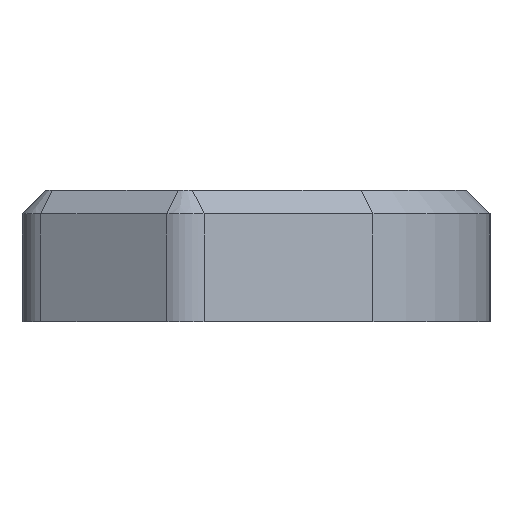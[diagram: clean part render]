
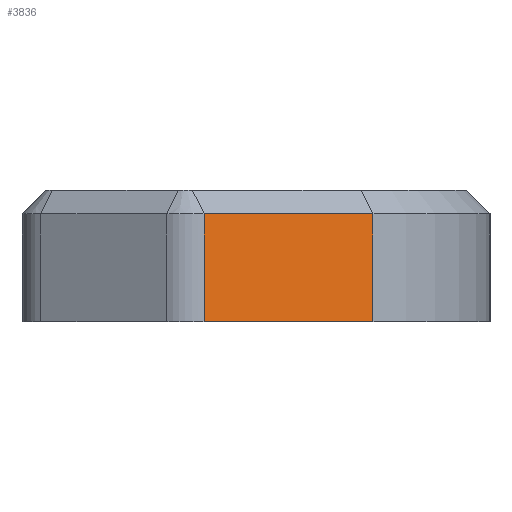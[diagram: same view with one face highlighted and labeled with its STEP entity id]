
A CAD part, left-side view. The second image highlights one B-rep face of the part: STEP entity #3836.
In plain terms, the highlighted planar face has unit normal (-0.866, -0.5, 0).
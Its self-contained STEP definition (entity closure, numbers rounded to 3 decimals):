
#490=FACE_OUTER_BOUND('',#723,.T.);
#723=EDGE_LOOP('',(#3490,#3491,#3492,#3493));
#1032=LINE('',#6450,#1419);
#1106=LINE('',#6676,#1493);
#1110=LINE('',#6687,#1497);
#1111=LINE('',#6689,#1498);
#1419=VECTOR('',#4569,10.);
#1493=VECTOR('',#4813,10.);
#1497=VECTOR('',#4825,10.);
#1498=VECTOR('',#4828,10.);
#1787=VERTEX_POINT('',#6444);
#1788=VERTEX_POINT('',#6448);
#1854=VERTEX_POINT('',#6673);
#1855=VERTEX_POINT('',#6675);
#2286=EDGE_CURVE('',#1787,#1788,#1032,.T.);
#2398=EDGE_CURVE('',#1854,#1855,#1106,.T.);
#2404=EDGE_CURVE('',#1854,#1788,#1110,.T.);
#2405=EDGE_CURVE('',#1855,#1787,#1111,.T.);
#3490=ORIENTED_EDGE('',*,*,#2286,.F.);
#3491=ORIENTED_EDGE('',*,*,#2405,.F.);
#3492=ORIENTED_EDGE('',*,*,#2398,.F.);
#3493=ORIENTED_EDGE('',*,*,#2404,.T.);
#3629=PLANE('',#4044);
#3836=ADVANCED_FACE('',(#490),#3629,.T.);
#4044=AXIS2_PLACEMENT_3D('',#6688,#4826,#4827);
#4569=DIRECTION('',(0.5,-0.866,0.));
#4813=DIRECTION('',(-0.5,0.866,0.));
#4825=DIRECTION('',(0.,0.,1.));
#4826=DIRECTION('center_axis',(-0.866,-0.5,0.));
#4827=DIRECTION('ref_axis',(0.5,-0.866,0.));
#4828=DIRECTION('',(0.,0.,1.));
#6444=CARTESIAN_POINT('',(-99.9,4.432,0.));
#6448=CARTESIAN_POINT('',(-91.568,-10.,0.));
#6450=CARTESIAN_POINT('',(-86.635,-18.543,0.));
#6673=CARTESIAN_POINT('',(-91.568,-10.,-9.2));
#6675=CARTESIAN_POINT('',(-99.9,4.432,-9.2));
#6676=CARTESIAN_POINT('',(-91.568,-10.,-9.2));
#6687=CARTESIAN_POINT('',(-91.568,-10.,0.));
#6688=CARTESIAN_POINT('Origin',(-99.9,4.432,0.));
#6689=CARTESIAN_POINT('',(-99.9,4.432,0.));
